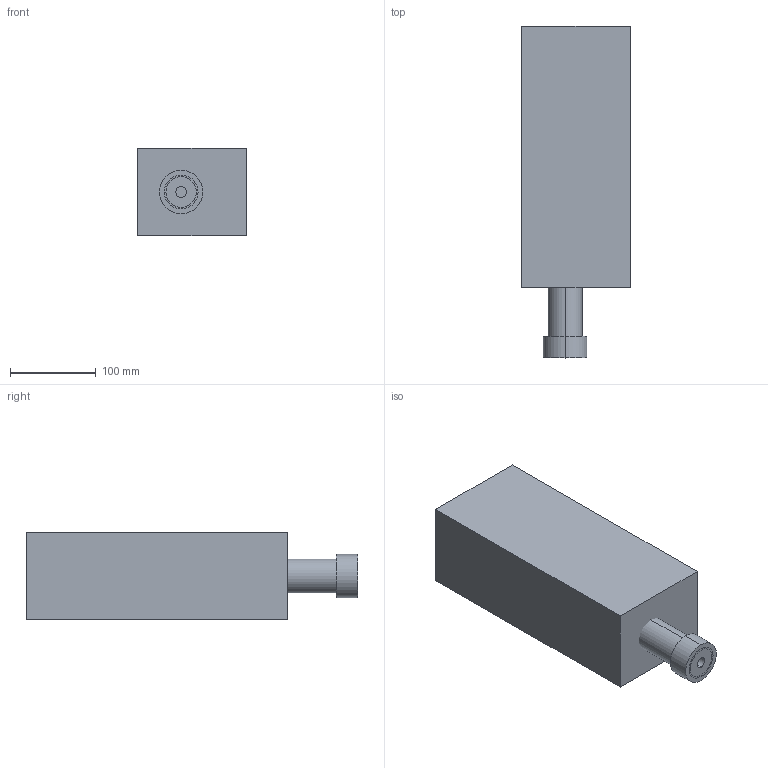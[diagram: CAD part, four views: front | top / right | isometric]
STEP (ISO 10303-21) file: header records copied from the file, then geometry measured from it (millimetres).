
FILE_DESCRIPTION(('STEP AP214'),'1');
FILE_NAME('NPA_compact.stp','2015-03-25T19:43:36',('Simon Woodruff'),('Woodruff Scientific Inc'),'Spatial InterOp 3D',' ',' ');
FILE_SCHEMA(('automotive_design'));
Length unit declared in the file: inch
Products named in the file (5): Part_126299; Part_127422; Part_127501; Part_127631; Part_127896
Bounding box: 127 x 387.35 x 101.6 mm (x, y, z)
Volume: 4796588.3 mm3; surface area: 285693.9 mm2
Topology: 5 solids, 5 shells, 33 faces, 66 edges, 44 vertices
Faces by surface type: plane 19, cylinder 14
Entity records: 1260 total; most frequent: DIRECTION 170, CARTESIAN_POINT 148, ORIENTED_EDGE 132, AXIS2_PLACEMENT_3D 66, EDGE_CURVE 66, VERTEX_POINT 44, EDGE_LOOP 40, STYLED_ITEM 38
